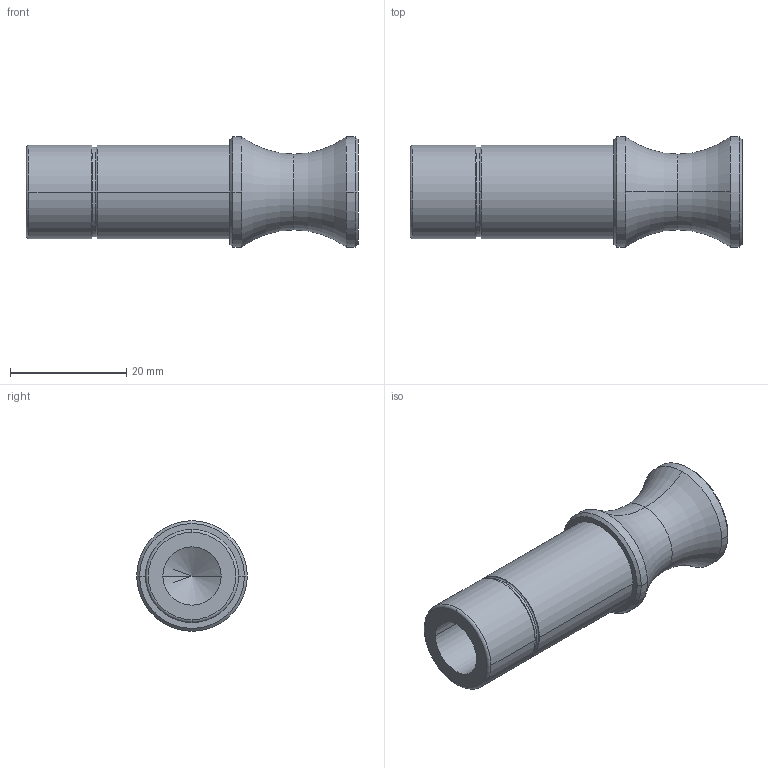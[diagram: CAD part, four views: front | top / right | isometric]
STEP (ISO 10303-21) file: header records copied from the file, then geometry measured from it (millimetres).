
FILE_DESCRIPTION(('STEP AP214'),'1');
FILE_NAME('3126_16_00.stp','2016-07-07T14:15:04',('TraceParts'),('TraceParts S.A.'),'Spatial InterOp 3D',' ',' ');
FILE_SCHEMA(('automotive_design'));
Length unit declared in the file: millimetre
Products named in the file (1): 1
Bounding box: 57 x 19 x 19 mm (x, y, z)
Volume: 7480.1 mm3; surface area: 4972.1 mm2
Topology: 1 solids, 1 shells, 34 faces, 81 edges, 50 vertices
Faces by surface type: cylinder 12, torus 10, cone 8, plane 4
Entity records: 1013 total; most frequent: DIRECTION 208, CARTESIAN_POINT 164, ORIENTED_EDGE 158, AXIS2_PLACEMENT_3D 94, EDGE_CURVE 79, CIRCLE 59, VERTEX_POINT 50, EDGE_LOOP 37
